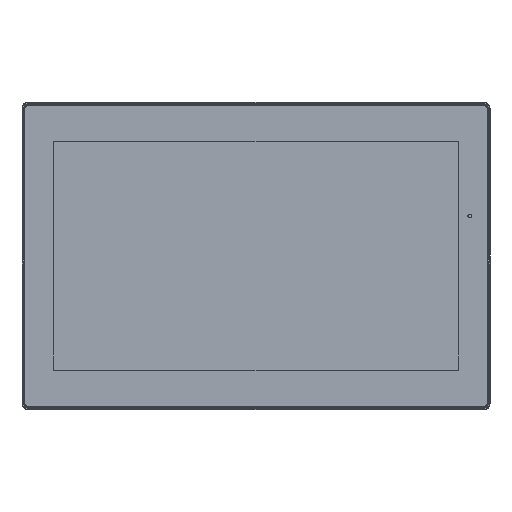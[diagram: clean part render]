
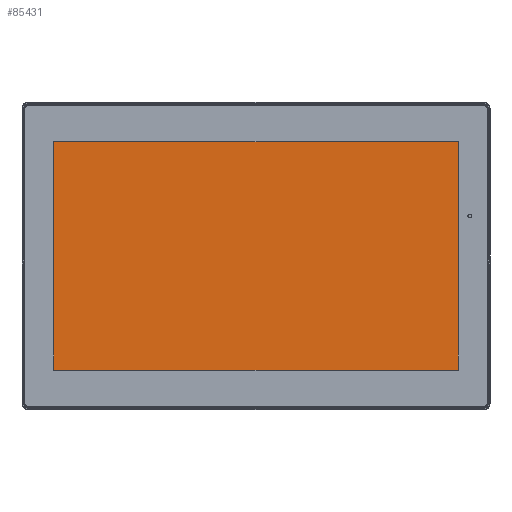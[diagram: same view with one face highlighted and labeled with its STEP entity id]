
A CAD part, top view. The second image highlights one B-rep face of the part: STEP entity #85431.
In plain terms, the highlighted planar face has unit normal (0, 0, 1).
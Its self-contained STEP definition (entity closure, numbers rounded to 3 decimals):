
#4574 = EDGE_CURVE ( 'NONE', #160274, #26324, #162756, .T. ) ;
#10950 = PLANE ( 'NONE',  #129073 ) ;
#14545 = ORIENTED_EDGE ( 'NONE', *, *, #198944, .T. ) ;
#19285 = LINE ( 'NONE', #178531, #136944 ) ;
#20828 = VERTEX_POINT ( 'NONE', #150529 ) ;
#26324 = VERTEX_POINT ( 'NONE', #84757 ) ;
#33739 = ORIENTED_EDGE ( 'NONE', *, *, #4574, .T. ) ;
#55926 = DIRECTION ( 'NONE',  ( 0., 0., 1. ) ) ;
#78479 = CARTESIAN_POINT ( 'NONE',  ( -172.775, 97.49, 1.8 ) ) ;
#80777 = DIRECTION ( 'NONE',  ( 1., 0., 0. ) ) ;
#84757 = CARTESIAN_POINT ( 'NONE',  ( 172.775, 97.49, 1.8 ) ) ;
#85431 = ADVANCED_FACE ( 'NONE', ( #146891 ), #10950, .T. ) ;
#85821 = EDGE_CURVE ( 'NONE', #143224, #20828, #132313, .T. ) ;
#99649 = DIRECTION ( 'NONE',  ( 0., -1., 0. ) ) ;
#111429 = CARTESIAN_POINT ( 'NONE',  ( 0., -97.49, 1.8 ) ) ;
#114963 = CARTESIAN_POINT ( 'NONE',  ( -172.775, 0., 1.8 ) ) ;
#116209 = DIRECTION ( 'NONE',  ( -1., 0., 0. ) ) ;
#119213 = CARTESIAN_POINT ( 'NONE',  ( 0., 0., 1.8 ) ) ;
#127915 = VECTOR ( 'NONE', #163750, 1000. ) ;
#129073 = AXIS2_PLACEMENT_3D ( 'NONE', #119213, #55926, #131567 ) ;
#131567 = DIRECTION ( 'NONE',  ( 1., 0., 0. ) ) ;
#132313 = LINE ( 'NONE', #114963, #138979 ) ;
#133354 = VECTOR ( 'NONE', #80777, 1000. ) ;
#136944 = VECTOR ( 'NONE', #116209, 1000. ) ;
#138979 = VECTOR ( 'NONE', #99649, 1000. ) ;
#143224 = VERTEX_POINT ( 'NONE', #78479 ) ;
#146891 = FACE_OUTER_BOUND ( 'NONE', #200151, .T. ) ;
#147600 = CARTESIAN_POINT ( 'NONE',  ( 172.775, -97.49, 1.8 ) ) ;
#148414 = CARTESIAN_POINT ( 'NONE',  ( 172.775, 0., 1.8 ) ) ;
#150529 = CARTESIAN_POINT ( 'NONE',  ( -172.775, -97.49, 1.8 ) ) ;
#160274 = VERTEX_POINT ( 'NONE', #147600 ) ;
#162756 = LINE ( 'NONE', #148414, #127915 ) ;
#163750 = DIRECTION ( 'NONE',  ( 0., 1., 0. ) ) ;
#176987 = ORIENTED_EDGE ( 'NONE', *, *, #85821, .T. ) ;
#177646 = EDGE_CURVE ( 'NONE', #26324, #143224, #19285, .T. ) ;
#177749 = LINE ( 'NONE', #111429, #133354 ) ;
#178531 = CARTESIAN_POINT ( 'NONE',  ( 0., 97.49, 1.8 ) ) ;
#194650 = ORIENTED_EDGE ( 'NONE', *, *, #177646, .T. ) ;
#198944 = EDGE_CURVE ( 'NONE', #20828, #160274, #177749, .T. ) ;
#200151 = EDGE_LOOP ( 'NONE', ( #14545, #33739, #194650, #176987 ) ) ;
